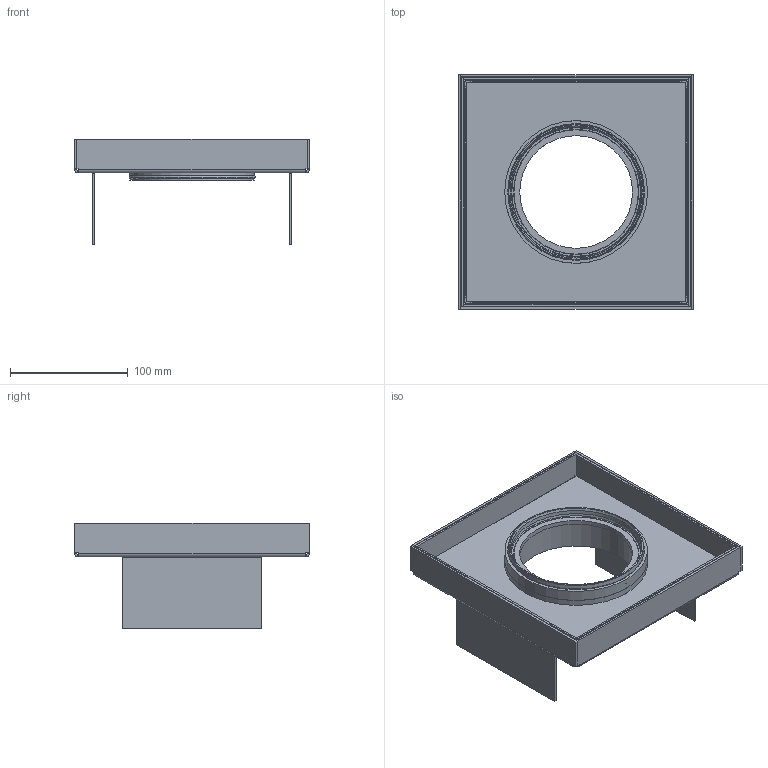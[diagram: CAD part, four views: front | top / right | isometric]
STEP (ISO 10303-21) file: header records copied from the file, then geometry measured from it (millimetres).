
FILE_DESCRIPTION (( 'STEP AP214' ), '1' );
FILE_NAME ('7409372.stp', '2020-12-09T13:05:03', ( '' ), ( '' ), 'SwSTEP 2.0', 'SolidWorks 2020', '' );
FILE_SCHEMA (( 'AUTOMOTIVE_DESIGN' ));
Length unit declared in the file: millimetre
Products named in the file (12): 046559_Gewindel„nge 16 mm; 057000_f〉 Nennh派e 20 mm Tubus+Blind; 041260_Vorgespannt (Einbaubedinnung); 053560_  H 20 mm   Schnurauslass; 049783_ Tubus 20 mm Nutzh”he ; 049779_Ausf”rung "Tubus" RK..4; 036159_Standard; 036161_Standard; 111946_Darstellung f〉 Teleskopring; 053559_39413070  H = 20 mm (Tubus); 7409372; 036160_Standard
Assembly tree (13 placements, depth 3):
  7409372
    053560_  H 20 mm   Schnurauslass
      057000_f〉 Nennh派e 20 mm Tubus+Blind
      041260_Vorgespannt (Einbaubedinnung)
    053559_39413070  H = 20 mm (Tubus)
      049783_ Tubus 20 mm Nutzh”he 
      046559_Gewindel„nge 16 mm  x3
      049779_Ausf”rung "Tubus" RK..4
      036161_Standard
      036159_Standard
      036160_Standard
      111946_Darstellung f〉 Teleskopring
Bounding box: 199 x 199 x 89.5 mm (x, y, z)
Volume: 317700.2 mm3; surface area: 317121.9 mm2
Topology: 14 solids, 14 shells, 378 faces, 862 edges, 518 vertices
Faces by surface type: plane 187, cylinder 111, torus 48, cone 32
Entity records: 10518 total; most frequent: DIRECTION 1883, CARTESIAN_POINT 1709, ORIENTED_EDGE 1644, EDGE_CURVE 822, AXIS2_PLACEMENT_3D 690, VECTOR 503, LINE 503, VERTEX_POINT 494
